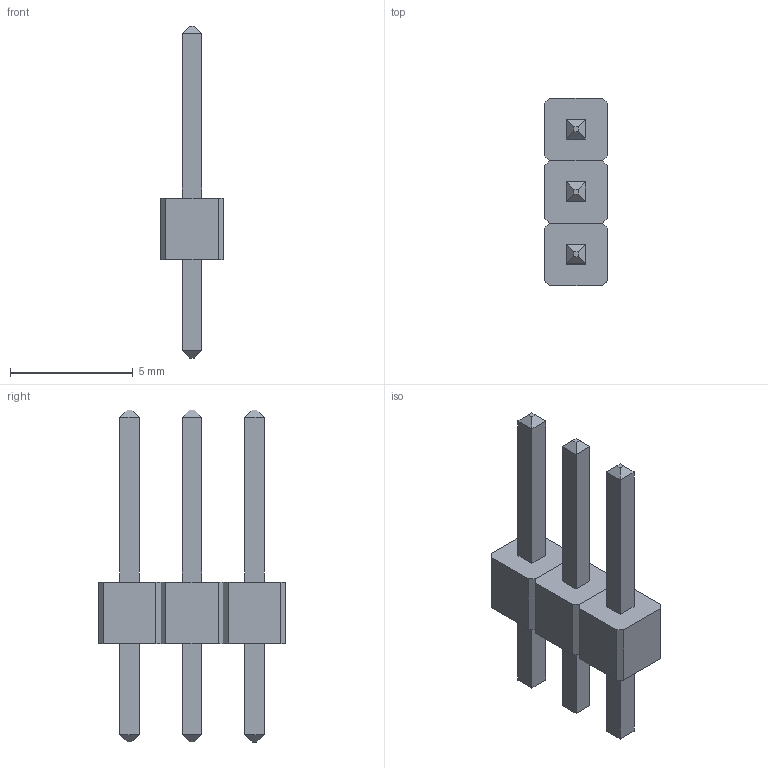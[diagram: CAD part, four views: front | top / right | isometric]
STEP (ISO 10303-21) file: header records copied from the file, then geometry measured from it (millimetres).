
FILE_DESCRIPTION(('STEP AP214'),'1');
FILE_NAME('Pin Header 2.54-03.stp','2022-10-24T06:37:17',(' '),(' '),'Spatial InterOp 3D',' ',' ');
FILE_SCHEMA(('AUTOMOTIVE_DESIGN { 1 0 10303 214 1 1 1 1 }'));
Length unit declared in the file: millimetre
Products named in the file (2): Pin Header  2.54; Pin Header 2.54x1
Assembly tree (3 placements, depth 2):
  Pin Header  2.54
    Pin Header 2.54x1  x3
Bounding box: 2.54 x 7.62 x 13.5 mm (x, y, z)
Volume: 68.3 mm3; surface area: 212.2 mm2
Topology: 3 solids, 3 shells, 84 faces, 192 edges, 120 vertices
Faces by surface type: plane 84
Entity records: 1047 total; most frequent: CARTESIAN_POINT 136, DIRECTION 128, ORIENTED_EDGE 128, EDGE_CURVE 64, LINE 64, VECTOR 64, VERTEX_POINT 40, AXIS2_PLACEMENT_3D 32
